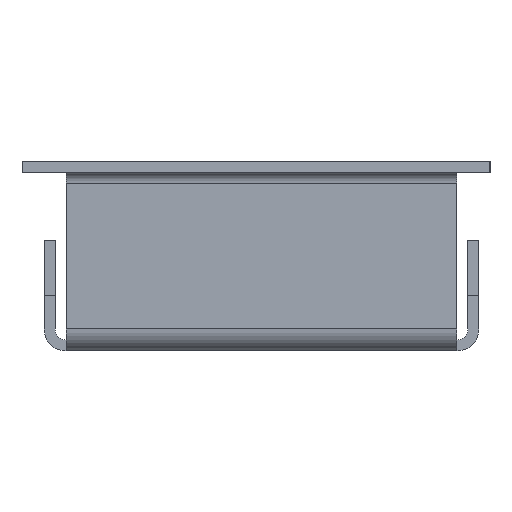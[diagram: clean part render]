
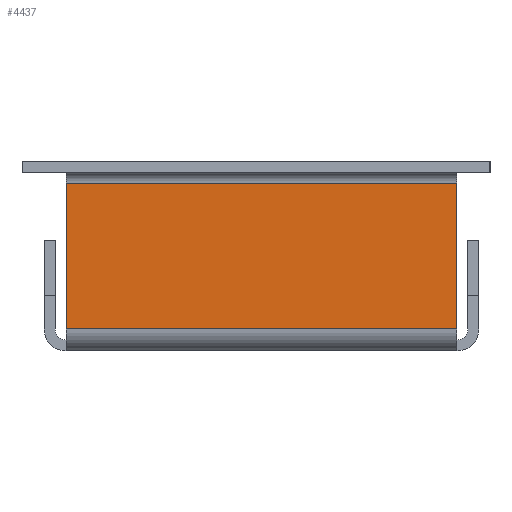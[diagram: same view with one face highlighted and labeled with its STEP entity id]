
A CAD part, left-side view. The second image highlights one B-rep face of the part: STEP entity #4437.
In plain terms, the highlighted planar face has unit normal (-1, 0, 0).
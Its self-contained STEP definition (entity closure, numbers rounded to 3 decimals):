
#1701 = PLANE('',#1702);
#1702 = AXIS2_PLACEMENT_3D('',#1703,#1704,#1705);
#1703 = CARTESIAN_POINT('',(-1.829,77.,12.712));
#1704 = DIRECTION('',(0.,1.,0.));
#1705 = DIRECTION('',(0.,0.,1.));
#1931 = PLANE('',#1932);
#1932 = AXIS2_PLACEMENT_3D('',#1933,#1934,#1935);
#1933 = CARTESIAN_POINT('',(-1.829,6.,12.712));
#1934 = DIRECTION('',(0.,-1.,0.));
#1935 = DIRECTION('',(-1.,0.,0.));
#1964 = CYLINDRICAL_SURFACE('',#1965,4.);
#1965 = AXIS2_PLACEMENT_3D('',#1966,#1967,#1968);
#1966 = CARTESIAN_POINT('',(0.,6.,2.));
#1967 = DIRECTION('',(0.,1.,0.));
#1968 = DIRECTION('',(0.,0.,-1.));
#2829 = VERTEX_POINT('',#2830);
#2830 = CARTESIAN_POINT('',(-4.,6.,2.));
#2856 = EDGE_CURVE('',#2829,#2857,#2859,.T.);
#2857 = VERTEX_POINT('',#2858);
#2858 = CARTESIAN_POINT('',(-4.,77.,2.));
#2859 = SURFACE_CURVE('',#2860,(#2864,#2871),.PCURVE_S1.);
#2860 = LINE('',#2861,#2862);
#2861 = CARTESIAN_POINT('',(-4.,6.,2.));
#2862 = VECTOR('',#2863,1.);
#2863 = DIRECTION('',(0.,1.,0.));
#2864 = PCURVE('',#1964,#2865);
#2865 = DEFINITIONAL_REPRESENTATION('',(#2866),#2870);
#2866 = LINE('',#2867,#2868);
#2867 = CARTESIAN_POINT('',(1.571,0.));
#2868 = VECTOR('',#2869,1.);
#2869 = DIRECTION('',(0.,1.));
#2870 = ( GEOMETRIC_REPRESENTATION_CONTEXT(2) 
PARAMETRIC_REPRESENTATION_CONTEXT() REPRESENTATION_CONTEXT('2D SPACE',''
  ) );
#2871 = PCURVE('',#2872,#2877);
#2872 = PLANE('',#2873);
#2873 = AXIS2_PLACEMENT_3D('',#2874,#2875,#2876);
#2874 = CARTESIAN_POINT('',(-4.,41.5,15.25));
#2875 = DIRECTION('',(-1.,-0.,0.));
#2876 = DIRECTION('',(0.,0.,1.));
#2877 = DEFINITIONAL_REPRESENTATION('',(#2878),#2882);
#2878 = LINE('',#2879,#2880);
#2879 = CARTESIAN_POINT('',(-13.25,-35.5));
#2880 = VECTOR('',#2881,1.);
#2881 = DIRECTION('',(0.,1.));
#2882 = ( GEOMETRIC_REPRESENTATION_CONTEXT(2) 
PARAMETRIC_REPRESENTATION_CONTEXT() REPRESENTATION_CONTEXT('2D SPACE',''
  ) );
#4437 = ADVANCED_FACE('',(#4438),#2872,.T.);
#4438 = FACE_BOUND('',#4439,.T.);
#4439 = EDGE_LOOP('',(#4440,#4441,#4464,#4491));
#4440 = ORIENTED_EDGE('',*,*,#2856,.F.);
#4441 = ORIENTED_EDGE('',*,*,#4442,.T.);
#4442 = EDGE_CURVE('',#2829,#4443,#4445,.T.);
#4443 = VERTEX_POINT('',#4444);
#4444 = CARTESIAN_POINT('',(-4.,6.,28.5));
#4445 = SURFACE_CURVE('',#4446,(#4450,#4457),.PCURVE_S1.);
#4446 = LINE('',#4447,#4448);
#4447 = CARTESIAN_POINT('',(-4.,6.,2.));
#4448 = VECTOR('',#4449,1.);
#4449 = DIRECTION('',(0.,0.,1.));
#4450 = PCURVE('',#2872,#4451);
#4451 = DEFINITIONAL_REPRESENTATION('',(#4452),#4456);
#4452 = LINE('',#4453,#4454);
#4453 = CARTESIAN_POINT('',(-13.25,-35.5));
#4454 = VECTOR('',#4455,1.);
#4455 = DIRECTION('',(1.,0.));
#4456 = ( GEOMETRIC_REPRESENTATION_CONTEXT(2) 
PARAMETRIC_REPRESENTATION_CONTEXT() REPRESENTATION_CONTEXT('2D SPACE',''
  ) );
#4457 = PCURVE('',#1931,#4458);
#4458 = DEFINITIONAL_REPRESENTATION('',(#4459),#4463);
#4459 = LINE('',#4460,#4461);
#4460 = CARTESIAN_POINT('',(2.171,10.712));
#4461 = VECTOR('',#4462,1.);
#4462 = DIRECTION('',(0.,-1.));
#4463 = ( GEOMETRIC_REPRESENTATION_CONTEXT(2) 
PARAMETRIC_REPRESENTATION_CONTEXT() REPRESENTATION_CONTEXT('2D SPACE',''
  ) );
#4464 = ORIENTED_EDGE('',*,*,#4465,.T.);
#4465 = EDGE_CURVE('',#4443,#4466,#4468,.T.);
#4466 = VERTEX_POINT('',#4467);
#4467 = CARTESIAN_POINT('',(-4.,77.,28.5));
#4468 = SURFACE_CURVE('',#4469,(#4473,#4480),.PCURVE_S1.);
#4469 = LINE('',#4470,#4471);
#4470 = CARTESIAN_POINT('',(-4.,6.,28.5));
#4471 = VECTOR('',#4472,1.);
#4472 = DIRECTION('',(0.,1.,0.));
#4473 = PCURVE('',#2872,#4474);
#4474 = DEFINITIONAL_REPRESENTATION('',(#4475),#4479);
#4475 = LINE('',#4476,#4477);
#4476 = CARTESIAN_POINT('',(13.25,-35.5));
#4477 = VECTOR('',#4478,1.);
#4478 = DIRECTION('',(0.,1.));
#4479 = ( GEOMETRIC_REPRESENTATION_CONTEXT(2) 
PARAMETRIC_REPRESENTATION_CONTEXT() REPRESENTATION_CONTEXT('2D SPACE',''
  ) );
#4480 = PCURVE('',#4481,#4486);
#4481 = CYLINDRICAL_SURFACE('',#4482,2.);
#4482 = AXIS2_PLACEMENT_3D('',#4483,#4484,#4485);
#4483 = CARTESIAN_POINT('',(-6.,6.,28.5));
#4484 = DIRECTION('',(0.,1.,0.));
#4485 = DIRECTION('',(1.,0.,0.));
#4486 = DEFINITIONAL_REPRESENTATION('',(#4487),#4490);
#4487 = B_SPLINE_CURVE_WITH_KNOTS('',1,(#4488,#4489),.UNSPECIFIED.,.F.,
  .F.,(2,2),(0.,71.),.PIECEWISE_BEZIER_KNOTS.);
#4488 = CARTESIAN_POINT('',(0.,0.));
#4489 = CARTESIAN_POINT('',(0.,71.));
#4490 = ( GEOMETRIC_REPRESENTATION_CONTEXT(2) 
PARAMETRIC_REPRESENTATION_CONTEXT() REPRESENTATION_CONTEXT('2D SPACE',''
  ) );
#4491 = ORIENTED_EDGE('',*,*,#4492,.T.);
#4492 = EDGE_CURVE('',#4466,#2857,#4493,.T.);
#4493 = SURFACE_CURVE('',#4494,(#4498,#4505),.PCURVE_S1.);
#4494 = LINE('',#4495,#4496);
#4495 = CARTESIAN_POINT('',(-4.,77.,28.5));
#4496 = VECTOR('',#4497,1.);
#4497 = DIRECTION('',(0.,0.,-1.));
#4498 = PCURVE('',#2872,#4499);
#4499 = DEFINITIONAL_REPRESENTATION('',(#4500),#4504);
#4500 = LINE('',#4501,#4502);
#4501 = CARTESIAN_POINT('',(13.25,35.5));
#4502 = VECTOR('',#4503,1.);
#4503 = DIRECTION('',(-1.,0.));
#4504 = ( GEOMETRIC_REPRESENTATION_CONTEXT(2) 
PARAMETRIC_REPRESENTATION_CONTEXT() REPRESENTATION_CONTEXT('2D SPACE',''
  ) );
#4505 = PCURVE('',#1701,#4506);
#4506 = DEFINITIONAL_REPRESENTATION('',(#4507),#4511);
#4507 = LINE('',#4508,#4509);
#4508 = CARTESIAN_POINT('',(15.788,-2.171));
#4509 = VECTOR('',#4510,1.);
#4510 = DIRECTION('',(-1.,0.));
#4511 = ( GEOMETRIC_REPRESENTATION_CONTEXT(2) 
PARAMETRIC_REPRESENTATION_CONTEXT() REPRESENTATION_CONTEXT('2D SPACE',''
  ) );
